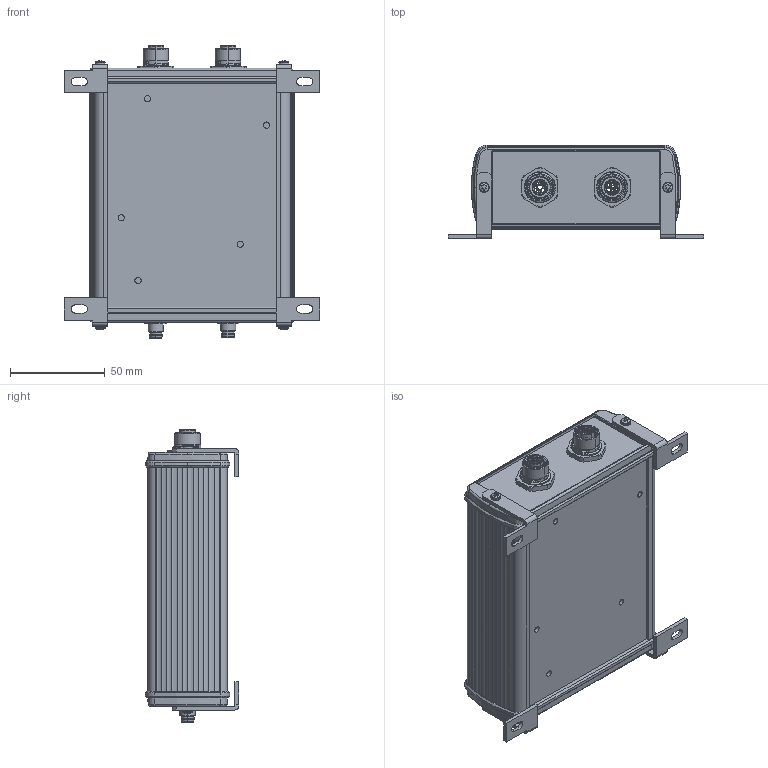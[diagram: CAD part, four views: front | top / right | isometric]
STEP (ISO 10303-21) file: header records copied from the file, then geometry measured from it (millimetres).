
FILE_DESCRIPTION (( 'STEP AP203' ), '1' );
FILE_NAME ('MC QD 1180-1181-1211-1230-1231-1260.STEP', '2024-02-07T16:10:01', ( '' ), ( '' ), 'SwSTEP 2.0', 'SolidWorks 2017', '' );
FILE_SCHEMA (( 'CONFIG_CONTROL_DESIGN' ));
Length unit declared in the file: millimetre
Products named in the file (1): MC QD 1180-1181-1211-1230-1231-1260
Bounding box: 135 x 49.3 x 154.4 mm (x, y, z)
Surface area: 78802 mm2 (no closed solid volume)
Topology: 0 solids, 55 shells, 791 faces, 3370 edges, 2599 vertices
Faces by surface type: plane 269, cylinder 216, cone 143, bspline 141, torus 16, sphere 6
Entity records: 46606 total; most frequent: CARTESIAN_POINT 21598, ORIENTED_EDGE 4926, DIRECTION 4382, EDGE_CURVE 3341, VERTEX_POINT 2593, VECTOR 1658, LINE 1658, AXIS2_PLACEMENT_3D 1362
